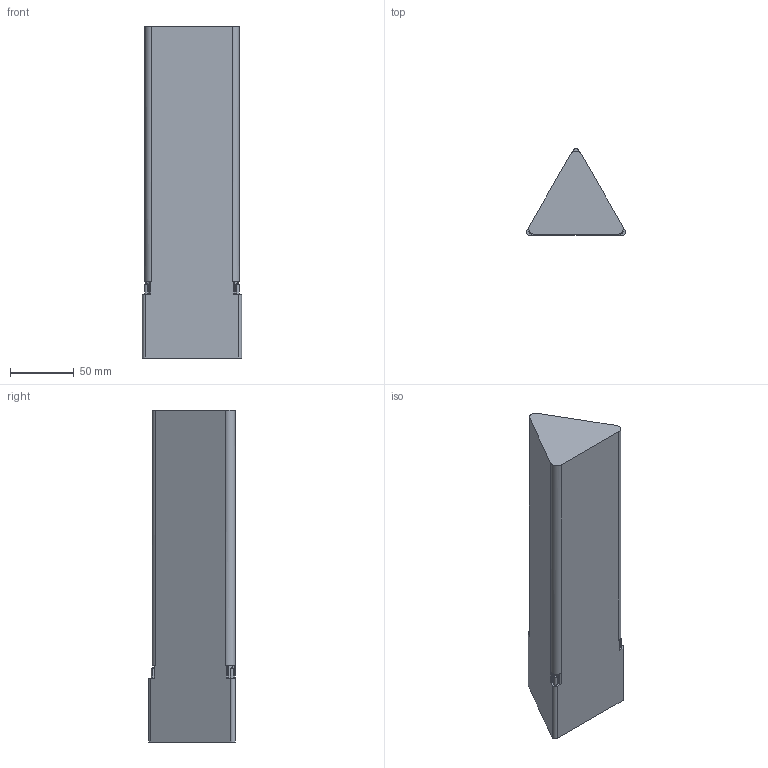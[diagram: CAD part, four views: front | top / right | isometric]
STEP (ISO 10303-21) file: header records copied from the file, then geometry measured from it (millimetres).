
FILE_DESCRIPTION (( 'STEP AP214' ), '1' );
FILE_NAME ('MMRaftHolePositive_2022_06_10.STEP', '2022-06-10T19:37:31', ( '' ), ( '' ), 'SwSTEP 2.0', 'SolidWorks 2016', '' );
FILE_SCHEMA (( 'AUTOMOTIVE_DESIGN' ));
Length unit declared in the file: millimetre
Products named in the file (1): MMRaftHolePositive_2022_06_10
Bounding box: 77.53 x 67.78 x 259.73 mm (x, y, z)
Volume: 726939.8 mm3; surface area: 64262.2 mm2
Topology: 1 solids, 1 shells, 56 faces, 150 edges, 93 vertices
Faces by surface type: cylinder 27, plane 23, cone 6
Entity records: 1756 total; most frequent: DIRECTION 324, CARTESIAN_POINT 294, ORIENTED_EDGE 288, EDGE_CURVE 144, AXIS2_PLACEMENT_3D 123, VERTEX_POINT 93, LINE 78, VECTOR 78
